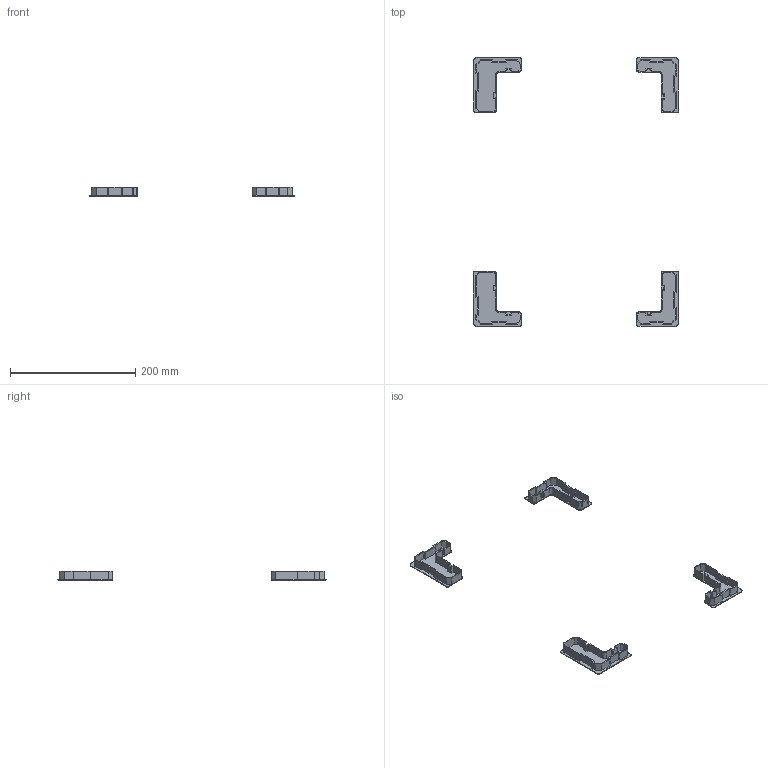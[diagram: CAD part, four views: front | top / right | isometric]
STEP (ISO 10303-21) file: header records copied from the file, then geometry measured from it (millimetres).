
FILE_DESCRIPTION(('STEP AP242'),'1');
FILE_NAME('nsyceplmbg.stp','2021-09-28T10:21:44',('TraceParts'),('TraceParts S.A.'),'Spatial InterOp 3D',' ',' ');
FILE_SCHEMA(('AP242_MANAGED_MODEL_BASED_3D_ENGINEERING_MIM_LF {1 0 10303 442 1 1 4}'));
Length unit declared in the file: millimetre
Products named in the file (1): nsyceplmbg_1
Bounding box: 326 x 427.58 x 15 mm (x, y, z)
Volume: 52497.1 mm3; surface area: 62726.3 mm2
Topology: 4 solids, 4 shells, 324 faces, 888 edges, 576 vertices
Faces by surface type: plane 248, cylinder 52, torus 16, bspline 8
Entity records: 10231 total; most frequent: CARTESIAN_POINT 1912, ORIENTED_EDGE 1776, DIRECTION 1656, EDGE_CURVE 888, LINE 760, VECTOR 760, VERTEX_POINT 576, AXIS2_PLACEMENT_3D 448
